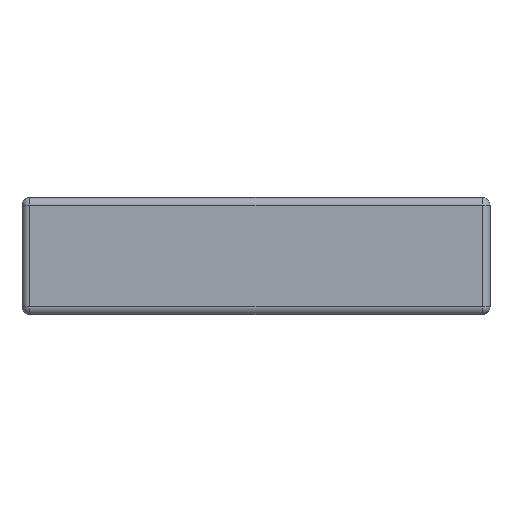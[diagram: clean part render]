
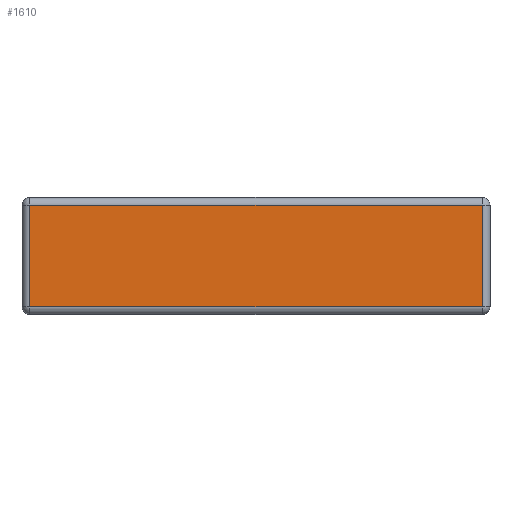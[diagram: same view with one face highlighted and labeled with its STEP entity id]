
A CAD part, top view. The second image highlights one B-rep face of the part: STEP entity #1610.
In plain terms, the highlighted planar face has unit normal (0, 0, 1).
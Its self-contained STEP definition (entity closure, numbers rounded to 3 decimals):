
#100=PLANE('',#1767);
#179=FACE_OUTER_BOUND('',#270,.T.);
#270=EDGE_LOOP('',(#1350,#1351,#1352,#1353));
#394=LINE('',#2734,#522);
#395=LINE('',#2736,#523);
#396=LINE('',#2738,#524);
#397=LINE('',#2739,#525);
#522=VECTOR('',#2170,26.);
#523=VECTOR('',#2171,116.);
#524=VECTOR('',#2172,26.);
#525=VECTOR('',#2173,116.);
#762=VERTEX_POINT('',#2732);
#763=VERTEX_POINT('',#2733);
#764=VERTEX_POINT('',#2735);
#765=VERTEX_POINT('',#2737);
#982=EDGE_CURVE('',#762,#763,#394,.T.);
#983=EDGE_CURVE('',#764,#762,#395,.T.);
#984=EDGE_CURVE('',#765,#764,#396,.T.);
#985=EDGE_CURVE('',#763,#765,#397,.T.);
#1350=ORIENTED_EDGE('',*,*,#982,.F.);
#1351=ORIENTED_EDGE('',*,*,#983,.F.);
#1352=ORIENTED_EDGE('',*,*,#984,.F.);
#1353=ORIENTED_EDGE('',*,*,#985,.F.);
#1610=ADVANCED_FACE('',(#179),#100,.T.);
#1767=AXIS2_PLACEMENT_3D('',#2731,#2168,#2169);
#2168=DIRECTION('center_axis',(0.,0.,1.));
#2169=DIRECTION('ref_axis',(1.,0.,0.));
#2170=DIRECTION('',(0.,1.,0.));
#2171=DIRECTION('',(-1.,0.,0.));
#2172=DIRECTION('',(0.,-1.,0.));
#2173=DIRECTION('',(1.,0.,0.));
#2731=CARTESIAN_POINT('Origin',(0.,0.,3.));
#2732=CARTESIAN_POINT('',(-58.,-13.,3.));
#2733=CARTESIAN_POINT('',(-58.,13.,3.));
#2734=CARTESIAN_POINT('',(-58.,7.5,3.));
#2735=CARTESIAN_POINT('',(58.,-13.,3.));
#2736=CARTESIAN_POINT('',(-30.,-13.,3.));
#2737=CARTESIAN_POINT('',(58.,13.,3.));
#2738=CARTESIAN_POINT('',(58.,-7.5,3.));
#2739=CARTESIAN_POINT('',(30.,13.,3.));
